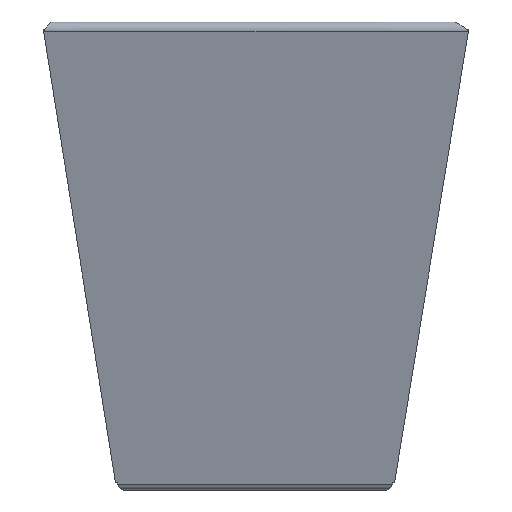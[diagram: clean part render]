
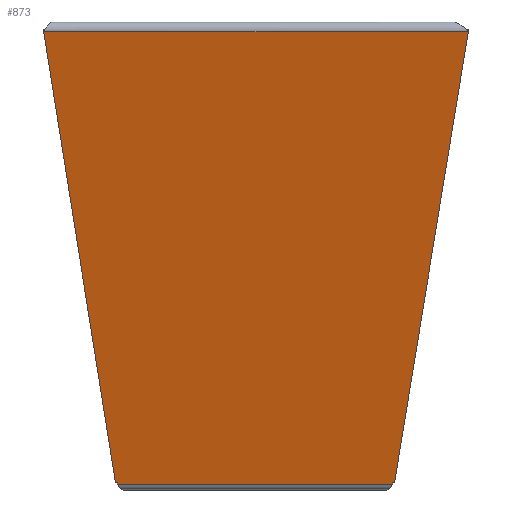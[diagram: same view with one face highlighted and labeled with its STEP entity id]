
A CAD part, front view. The second image highlights one B-rep face of the part: STEP entity #873.
In plain terms, the highlighted planar face has unit normal (0, -0.967, -0.254).
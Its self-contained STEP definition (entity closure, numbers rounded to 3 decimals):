
#197=DIRECTION('',(1.,0.,0.));
#198=VECTOR('',#197,1.312);
#199=CARTESIAN_POINT('',(-92.004,79.039,-296.28));
#200=LINE('',#199,#198);
#201=DIRECTION('',(0.152,0.251,-0.956));
#202=VECTOR('',#201,308.594);
#203=CARTESIAN_POINT('',(-139.001,1.645,-1.269));
#204=LINE('',#203,#202);
#205=DIRECTION('',(0.156,-0.251,0.955));
#206=VECTOR('',#205,308.796);
#207=CARTESIAN_POINT('',(90.667,79.039,-296.28));
#208=LINE('',#207,#206);
#209=DIRECTION('',(1.,0.,0.));
#210=VECTOR('',#209,1.312);
#211=CARTESIAN_POINT('',(89.355,79.039,-296.28));
#212=LINE('',#211,#210);
#213=DIRECTION('',(0.,0.254,-0.967));
#214=VECTOR('',#213,1.312);
#215=CARTESIAN_POINT('',(89.355,79.039,-296.28));
#216=LINE('',#215,#214);
#217=DIRECTION('',(0.,-0.254,0.967));
#218=VECTOR('',#217,1.312);
#219=CARTESIAN_POINT('',(-90.692,79.372,-297.549));
#220=LINE('',#219,#218);
#241=DIRECTION('',(-1.,0.,0.));
#242=VECTOR('',#241,277.975);
#243=CARTESIAN_POINT('',(138.974,1.645,-1.269));
#244=LINE('',#243,#242);
#283=CARTESIAN_POINT('',(-90.692,79.372,-297.549));
#285=DIRECTION('',(-1.,0.,0.));
#286=VECTOR('',#285,180.047);
#287=CARTESIAN_POINT('',(89.355,79.372,-297.549));
#288=LINE('',#287,#286);
#295=CARTESIAN_POINT('',(89.355,79.372,-297.549));
#349=CARTESIAN_POINT('',(-139.001,1.645,-1.269));
#350=CARTESIAN_POINT('',(-92.004,79.039,-296.28));
#351=VERTEX_POINT('',#349);
#352=VERTEX_POINT('',#350);
#353=CARTESIAN_POINT('',(90.667,79.039,-296.28));
#354=CARTESIAN_POINT('',(138.974,1.645,-1.269));
#355=VERTEX_POINT('',#353);
#356=VERTEX_POINT('',#354);
#383=VERTEX_POINT('',#283);
#384=VERTEX_POINT('',#295);
#397=CARTESIAN_POINT('',(89.355,79.039,-296.28));
#398=VERTEX_POINT('',#397);
#405=CARTESIAN_POINT('',(-90.692,79.039,-296.28));
#406=VERTEX_POINT('',#405);
#851=CARTESIAN_POINT('',(-140.,0.,5.));
#852=DIRECTION('',(0.,-0.967,-0.254));
#853=DIRECTION('',(-1.,0.,0.));
#854=AXIS2_PLACEMENT_3D('',#851,#852,#853);
#855=PLANE('',#854);
#857=ORIENTED_EDGE('',*,*,#856,.F.);
#859=ORIENTED_EDGE('',*,*,#858,.F.);
#861=ORIENTED_EDGE('',*,*,#860,.F.);
#863=ORIENTED_EDGE('',*,*,#862,.F.);
#865=ORIENTED_EDGE('',*,*,#864,.F.);
#867=ORIENTED_EDGE('',*,*,#866,.T.);
#869=ORIENTED_EDGE('',*,*,#868,.T.);
#870=ORIENTED_EDGE('',*,*,#842,.T.);
#871=EDGE_LOOP('',(#857,#859,#861,#863,#865,#867,#869,#870));
#872=FACE_OUTER_BOUND('',#871,.F.);
#873=ADVANCED_FACE('',(#872),#855,.T.);
#842=EDGE_CURVE('',#383,#406,#220,.T.);
#856=EDGE_CURVE('',#352,#406,#200,.T.);
#858=EDGE_CURVE('',#351,#352,#204,.T.);
#860=EDGE_CURVE('',#356,#351,#244,.T.);
#862=EDGE_CURVE('',#355,#356,#208,.T.);
#864=EDGE_CURVE('',#398,#355,#212,.T.);
#866=EDGE_CURVE('',#398,#384,#216,.T.);
#868=EDGE_CURVE('',#384,#383,#288,.T.);
